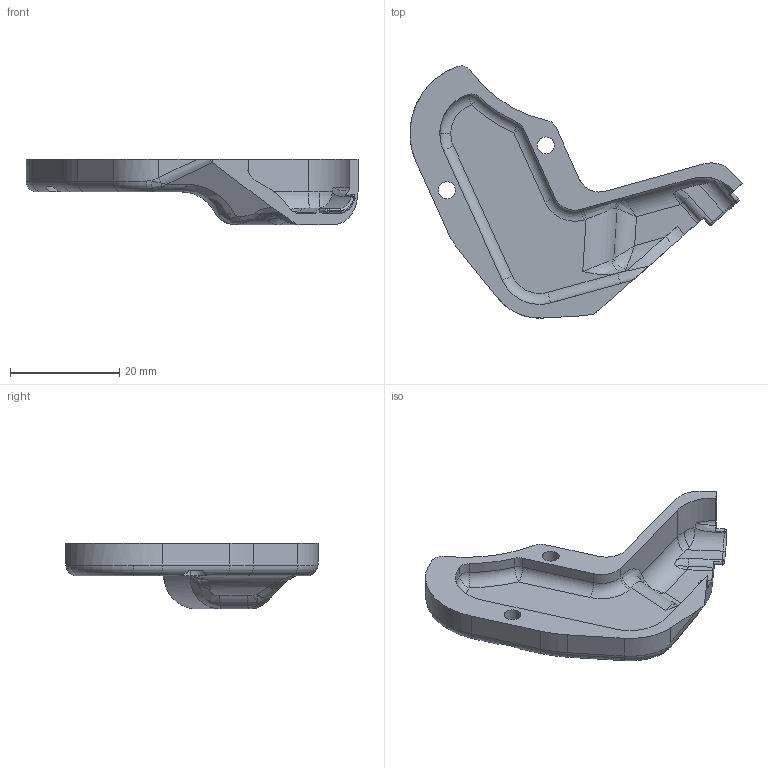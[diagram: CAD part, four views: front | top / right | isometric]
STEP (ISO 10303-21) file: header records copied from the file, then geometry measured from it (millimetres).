
FILE_DESCRIPTION (( 'STEP AP214' ), '1' );
FILE_NAME ('link0_c.STEP', '2023-07-17T12:35:24', ( '' ), ( '' ), 'SwSTEP 2.0', 'SolidWorks 2022', '' );
FILE_SCHEMA (( 'AUTOMOTIVE_DESIGN' ));
Length unit declared in the file: millimetre
Products named in the file (1): link0_c
Bounding box: 60.65 x 46.08 x 11.99 mm (x, y, z)
Volume: 5051.2 mm3; surface area: 4467.2 mm2
Topology: 1 solids, 1 shells, 144 faces, 368 edges, 213 vertices
Faces by surface type: cylinder 60, bspline 34, plane 26, torus 18, sphere 6
Entity records: 5669 total; most frequent: CARTESIAN_POINT 2488, ORIENTED_EDGE 708, DIRECTION 622, EDGE_CURVE 354, AXIS2_PLACEMENT_3D 252, VERTEX_POINT 212, EDGE_LOOP 148, ADVANCED_FACE 144
